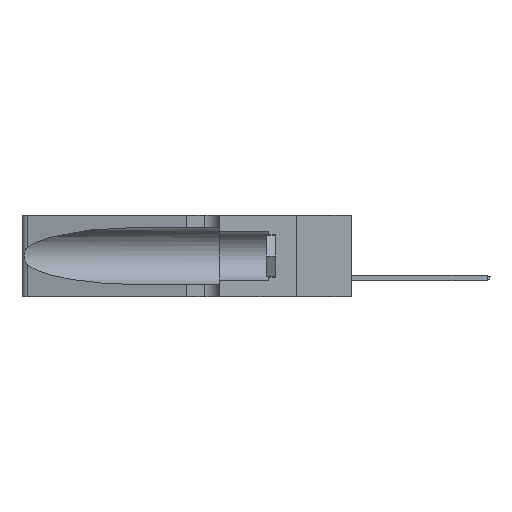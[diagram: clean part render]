
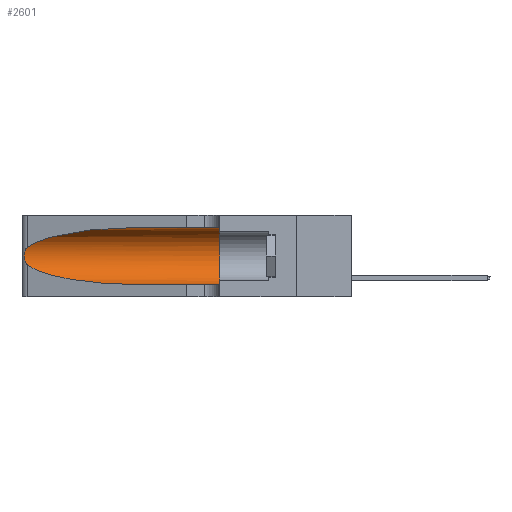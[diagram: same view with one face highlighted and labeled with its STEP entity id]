
A CAD part, left-side view. The second image highlights one B-rep face of the part: STEP entity #2601.
In plain terms, the highlighted cylindrical face has radius 3.308 mm (diameter 6.617 mm), a partial arc.
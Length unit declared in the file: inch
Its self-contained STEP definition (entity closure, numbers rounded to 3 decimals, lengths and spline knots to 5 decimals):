
#196 = CARTESIAN_POINT ( 'NONE',  ( 0.1305, 1.61858, 0.185 ) ) ;
#661 = CARTESIAN_POINT ( 'NONE',  ( 0.18966, 0.96281, 0.31525 ) ) ;
#1091 = CARTESIAN_POINT ( 'NONE',  ( 0.26075, 1.23896, 0.19203 ) ) ;
#1551 = VECTOR ( 'NONE', #16717, 39.37008 ) ;
#2323 = ORIENTED_EDGE ( 'NONE', *, *, #4390, .T. ) ;
#2601 = ADVANCED_FACE ( 'NONE', ( #8730 ), #9542, .F. ) ;
#2702 = EDGE_LOOP ( 'NONE', ( #21358, #2323, #25921, #31959, #23260, #24617 ) ) ;
#3622 = CARTESIAN_POINT ( 'NONE',  ( 0.25854, 1.2359, 0.20912 ) ) ;
#3722 = VECTOR ( 'NONE', #22262, 39.37008 ) ;
#4390 = EDGE_CURVE ( 'NONE', #12883, #24026, #11689, .T. ) ;
#5168 = CIRCLE ( 'NONE', #30282, 0.13025 ) ;
#5691 = CARTESIAN_POINT ( 'NONE',  ( 0.25787, 1.23484, 0.2124 ) ) ;
#6976 = VERTEX_POINT ( 'NONE', #12960 ) ;
#7721 = DIRECTION ( 'NONE',  ( 0., -1., 0. ) ) ;
#8175 = CARTESIAN_POINT ( 'NONE',  ( 0.2373, 1.15595, 0.28018 ) ) ;
#8375 = CARTESIAN_POINT ( 'NONE',  ( 0.25639, 1.23186, 0.15144 ) ) ;
#8591 = CARTESIAN_POINT ( 'NONE',  ( 0.26075, 1.23896, 0.178 ) ) ;
#8705 = CARTESIAN_POINT ( 'NONE',  ( 0.26017, 1.23833, 0.17102 ) ) ;
#8730 = FACE_OUTER_BOUND ( 'NONE', #2702, .T. ) ;
#9542 = CYLINDRICAL_SURFACE ( 'NONE', #10432, 0.13025 ) ;
#10147 = CARTESIAN_POINT ( 'NONE',  ( 0.18966, 0.96281, 0.05475 ) ) ;
#10422 = LINE ( 'NONE', #19062, #3722 ) ;
#10432 = AXIS2_PLACEMENT_3D ( 'NONE', #196, #7721, #17602 ) ;
#10589 = CARTESIAN_POINT ( 'NONE',  ( 0.1305, 0.72297, 0.31525 ) ) ;
#10704 = CARTESIAN_POINT ( 'NONE',  ( 0.25487, 1.22718, 0.22369 ) ) ;
#10909 = CARTESIAN_POINT ( 'NONE',  ( 0.25487, 1.22718, 0.14631 ) ) ;
#11689 = B_SPLINE_CURVE_WITH_KNOTS ( 'NONE', 3,
 ( #31328, #15873, #31099, #5691, #3622, #18583, #1091, #8591, #8705, #26274, #23329, #8375, #25944, #10909 ),
 .UNSPECIFIED., .F., .F.,
 ( 4, 2, 2, 2, 2, 2, 4 ),
 ( 0., 0.00027, 0.00053, 0.00107, 0.0016, 0.00187, 0.00214 ),
 .UNSPECIFIED. ) ;
#11824 = LINE ( 'NONE', #16270, #1551 ) ;
#12784 = EDGE_CURVE ( 'NONE', #6976, #12883, #31621, .T. ) ;
#12837 = DIRECTION ( 'NONE',  ( 0., 1., 0. ) ) ;
#12883 = VERTEX_POINT ( 'NONE', #10704 ) ;
#12960 = CARTESIAN_POINT ( 'NONE',  ( 0.1305, 0.72297, 0.31525 ) ) ;
#15873 = CARTESIAN_POINT ( 'NONE',  ( 0.25555, 1.22994, 0.2215 ) ) ;
#16270 = CARTESIAN_POINT ( 'NONE',  ( 0.1305, 1.61858, 0.31525 ) ) ;
#16717 = DIRECTION ( 'NONE',  ( 0., -1., 0. ) ) ;
#17181 = EDGE_CURVE ( 'NONE', #27943, #18837, #10422, .T. ) ;
#17324 = CARTESIAN_POINT ( 'NONE',  ( 0.2373, 1.15595, 0.08982 ) ) ;
#17585 = CARTESIAN_POINT ( 'NONE',  ( 0.1305, 0.35, 0.185 ) ) ;
#17602 = DIRECTION ( 'NONE',  ( 0., 0., -1. ) ) ;
#18583 = CARTESIAN_POINT ( 'NONE',  ( 0.26018, 1.23835, 0.19895 ) ) ;
#18837 = VERTEX_POINT ( 'NONE', #26635 ) ;
#19062 = CARTESIAN_POINT ( 'NONE',  ( 0.1305, 1.61858, 0.05475 ) ) ;
#20022 = DIRECTION ( 'NONE',  ( 0., 0., 1. ) ) ;
#21358 = ORIENTED_EDGE ( 'NONE', *, *, #12784, .T. ) ;
#22262 = DIRECTION ( 'NONE',  ( 0., -1., 0. ) ) ;
#23260 = ORIENTED_EDGE ( 'NONE', *, *, #28636, .F. ) ;
#23329 = CARTESIAN_POINT ( 'NONE',  ( 0.25789, 1.23486, 0.15765 ) ) ;
#24026 = VERTEX_POINT ( 'NONE', #32443 ) ;
#24240 = CARTESIAN_POINT ( 'NONE',  ( 0.1305, 0.35, 0.31525 ) ) ;
#24617 = ORIENTED_EDGE ( 'NONE', *, *, #30734, .F. ) ;
#25921 = ORIENTED_EDGE ( 'NONE', *, *, #30379, .T. ) ;
#25944 = CARTESIAN_POINT ( 'NONE',  ( 0.25555, 1.22993, 0.14849 ) ) ;
#26166 =( BOUNDED_CURVE ( )  B_SPLINE_CURVE ( 3, ( #32347, #17324, #10147, #27616 ),
 .UNSPECIFIED., .F., .T. ) 
 B_SPLINE_CURVE_WITH_KNOTS ( ( 4, 4 ),
 ( 3.44316, 4.71239 ),
 .UNSPECIFIED. ) 
 CURVE ( )  GEOMETRIC_REPRESENTATION_ITEM ( )  RATIONAL_B_SPLINE_CURVE ( ( 1., 0.87, 0.87, 1. ) ) 
 REPRESENTATION_ITEM ( '' )  );
#26274 = CARTESIAN_POINT ( 'NONE',  ( 0.25856, 1.23593, 0.16098 ) ) ;
#26522 = CARTESIAN_POINT ( 'NONE',  ( 0.1305, 0.72297, 0.05475 ) ) ;
#26635 = CARTESIAN_POINT ( 'NONE',  ( 0.1305, 0.35, 0.05475 ) ) ;
#27616 = CARTESIAN_POINT ( 'NONE',  ( 0.1305, 0.72297, 0.05475 ) ) ;
#27943 = VERTEX_POINT ( 'NONE', #26522 ) ;
#28636 = EDGE_CURVE ( 'NONE', #30887, #18837, #5168, .T. ) ;
#30282 = AXIS2_PLACEMENT_3D ( 'NONE', #17585, #12837, #20022 ) ;
#30379 = EDGE_CURVE ( 'NONE', #24026, #27943, #26166, .T. ) ;
#30734 = EDGE_CURVE ( 'NONE', #6976, #30887, #11824, .T. ) ;
#30787 = CARTESIAN_POINT ( 'NONE',  ( 0.25487, 1.22718, 0.22369 ) ) ;
#30887 = VERTEX_POINT ( 'NONE', #24240 ) ;
#31099 = CARTESIAN_POINT ( 'NONE',  ( 0.25639, 1.23184, 0.21858 ) ) ;
#31328 = CARTESIAN_POINT ( 'NONE',  ( 0.25487, 1.22718, 0.22369 ) ) ;
#31621 =( BOUNDED_CURVE ( )  B_SPLINE_CURVE ( 3, ( #10589, #661, #8175, #30787 ),
 .UNSPECIFIED., .F., .F. ) 
 B_SPLINE_CURVE_WITH_KNOTS ( ( 4, 4 ),
 ( 1.5708, 2.84003 ),
 .UNSPECIFIED. ) 
 CURVE ( )  GEOMETRIC_REPRESENTATION_ITEM ( )  RATIONAL_B_SPLINE_CURVE ( ( 1., 0.87, 0.87, 1. ) ) 
 REPRESENTATION_ITEM ( '' )  );
#31959 = ORIENTED_EDGE ( 'NONE', *, *, #17181, .T. ) ;
#32347 = CARTESIAN_POINT ( 'NONE',  ( 0.25487, 1.22718, 0.14631 ) ) ;
#32443 = CARTESIAN_POINT ( 'NONE',  ( 0.25487, 1.22718, 0.14631 ) ) ;
